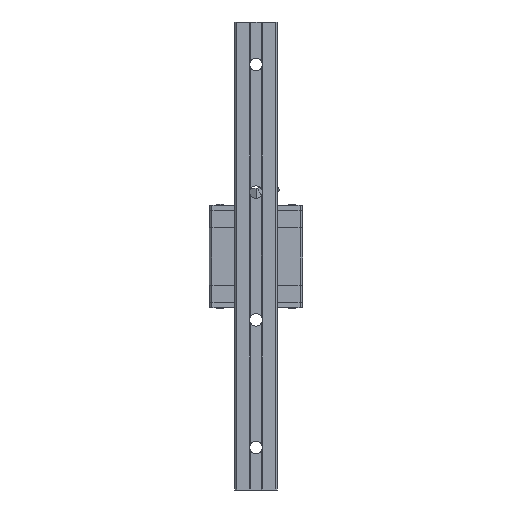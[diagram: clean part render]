
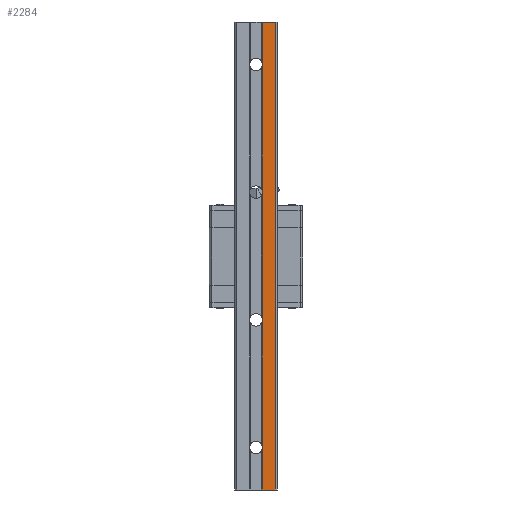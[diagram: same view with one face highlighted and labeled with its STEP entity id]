
A CAD part, front view. The second image highlights one B-rep face of the part: STEP entity #2284.
In plain terms, the highlighted face is planar.
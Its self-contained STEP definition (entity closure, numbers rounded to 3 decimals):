
#1 = DIRECTION ( 'NONE',  ( -1., 0., 0. ) ) ;
#34 = CARTESIAN_POINT ( 'NONE',  ( -3., -110., 0. ) ) ;
#359 = VECTOR ( 'NONE', #5260, 1000. ) ;
#574 = ORIENTED_EDGE ( 'NONE', *, *, #1629, .T. ) ;
#577 = VECTOR ( 'NONE', #3689, 1000. ) ;
#683 = FACE_OUTER_BOUND ( 'NONE', #9780, .T. ) ;
#731 = CARTESIAN_POINT ( 'NONE',  ( -9.117, -110., 0. ) ) ;
#813 = EDGE_CURVE ( 'NONE', #7093, #8272, #5009, .T. ) ;
#843 = CARTESIAN_POINT ( 'NONE',  ( -3., 90., 0. ) ) ;
#870 = DIRECTION ( 'NONE',  ( 0., 1., 0. ) ) ;
#1040 = DIRECTION ( 'NONE',  ( 0., 0., -1. ) ) ;
#1182 = LINE ( 'NONE', #5113, #5302 ) ;
#1263 = VECTOR ( 'NONE', #2918, 1000. ) ;
#1426 = CARTESIAN_POINT ( 'NONE',  ( -3., -90., 0. ) ) ;
#1629 = EDGE_CURVE ( 'NONE', #8768, #7093, #5798, .T. ) ;
#1917 = CARTESIAN_POINT ( 'NONE',  ( -9.117, -110., 0. ) ) ;
#2052 = ORIENTED_EDGE ( 'NONE', *, *, #5970, .T. ) ;
#2081 = CARTESIAN_POINT ( 'NONE',  ( -3., -110., 0. ) ) ;
#2179 = VERTEX_POINT ( 'NONE', #731 ) ;
#2284 = ADVANCED_FACE ( 'NONE', ( #683 ), #6264, .T. ) ;
#2520 = AXIS2_PLACEMENT_3D ( 'NONE', #2081, #1040, #1 ) ;
#2576 = ORIENTED_EDGE ( 'NONE', *, *, #7892, .T. ) ;
#2918 = DIRECTION ( 'NONE',  ( 0., -1., 0. ) ) ;
#2956 = LINE ( 'NONE', #1917, #7974 ) ;
#3102 = VECTOR ( 'NONE', #6646, 1000. ) ;
#3487 = VERTEX_POINT ( 'NONE', #843 ) ;
#3635 = EDGE_CURVE ( 'NONE', #2179, #8272, #9559, .T. ) ;
#3689 = DIRECTION ( 'NONE',  ( 0., -1., 0. ) ) ;
#3741 = CARTESIAN_POINT ( 'NONE',  ( -3., 110., 0. ) ) ;
#3770 = VECTOR ( 'NONE', #9191, 1000. ) ;
#3859 = CARTESIAN_POINT ( 'NONE',  ( -3., 30., 0. ) ) ;
#3947 = CARTESIAN_POINT ( 'NONE',  ( -3., -110., 0. ) ) ;
#4060 = DIRECTION ( 'NONE',  ( 0., -1., 0. ) ) ;
#4331 = CARTESIAN_POINT ( 'NONE',  ( -9.117, 110., 0. ) ) ;
#4731 = CARTESIAN_POINT ( 'NONE',  ( -3., -110., 0. ) ) ;
#5009 = LINE ( 'NONE', #3947, #1263 ) ;
#5113 = CARTESIAN_POINT ( 'NONE',  ( -3., -110., 0. ) ) ;
#5249 = ORIENTED_EDGE ( 'NONE', *, *, #9146, .T. ) ;
#5260 = DIRECTION ( 'NONE',  ( 0., -1., 0. ) ) ;
#5302 = VECTOR ( 'NONE', #4060, 1000. ) ;
#5445 = VERTEX_POINT ( 'NONE', #3859 ) ;
#5660 = EDGE_CURVE ( 'NONE', #8259, #10036, #8719, .T. ) ;
#5798 = LINE ( 'NONE', #4731, #577 ) ;
#5970 = EDGE_CURVE ( 'NONE', #10036, #3487, #7376, .T. ) ;
#6185 = CARTESIAN_POINT ( 'NONE',  ( -3., -110., 0. ) ) ;
#6264 = PLANE ( 'NONE',  #2520 ) ;
#6325 = CARTESIAN_POINT ( 'NONE',  ( -3., -110., 0. ) ) ;
#6646 = DIRECTION ( 'NONE',  ( 1., 0., 0. ) ) ;
#6769 = ORIENTED_EDGE ( 'NONE', *, *, #5660, .T. ) ;
#7052 = ORIENTED_EDGE ( 'NONE', *, *, #3635, .F. ) ;
#7093 = VERTEX_POINT ( 'NONE', #1426 ) ;
#7376 = LINE ( 'NONE', #6325, #359 ) ;
#7491 = DIRECTION ( 'NONE',  ( 1., 0., 0. ) ) ;
#7495 = EDGE_CURVE ( 'NONE', #3487, #5445, #1182, .T. ) ;
#7686 = CARTESIAN_POINT ( 'NONE',  ( -10.235, 110., 0. ) ) ;
#7772 = ORIENTED_EDGE ( 'NONE', *, *, #7495, .T. ) ;
#7892 = EDGE_CURVE ( 'NONE', #2179, #8259, #2956, .T. ) ;
#7974 = VECTOR ( 'NONE', #870, 1000. ) ;
#8148 = ORIENTED_EDGE ( 'NONE', *, *, #813, .T. ) ;
#8259 = VERTEX_POINT ( 'NONE', #4331 ) ;
#8272 = VERTEX_POINT ( 'NONE', #6185 ) ;
#8399 = LINE ( 'NONE', #34, #3770 ) ;
#8522 = CARTESIAN_POINT ( 'NONE',  ( -10.235, -110., 0. ) ) ;
#8719 = LINE ( 'NONE', #7686, #3102 ) ;
#8768 = VERTEX_POINT ( 'NONE', #10099 ) ;
#9074 = VECTOR ( 'NONE', #7491, 1000. ) ;
#9146 = EDGE_CURVE ( 'NONE', #5445, #8768, #8399, .T. ) ;
#9191 = DIRECTION ( 'NONE',  ( 0., -1., 0. ) ) ;
#9559 = LINE ( 'NONE', #8522, #9074 ) ;
#9780 = EDGE_LOOP ( 'NONE', ( #574, #8148, #7052, #2576, #6769, #2052, #7772, #5249 ) ) ;
#10036 = VERTEX_POINT ( 'NONE', #3741 ) ;
#10099 = CARTESIAN_POINT ( 'NONE',  ( -3., -30., 0. ) ) ;
